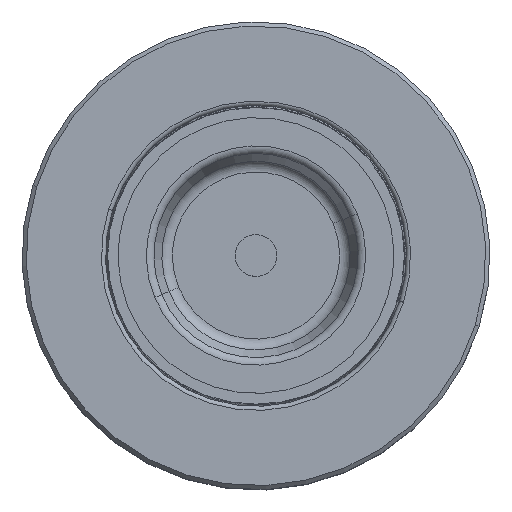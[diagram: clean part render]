
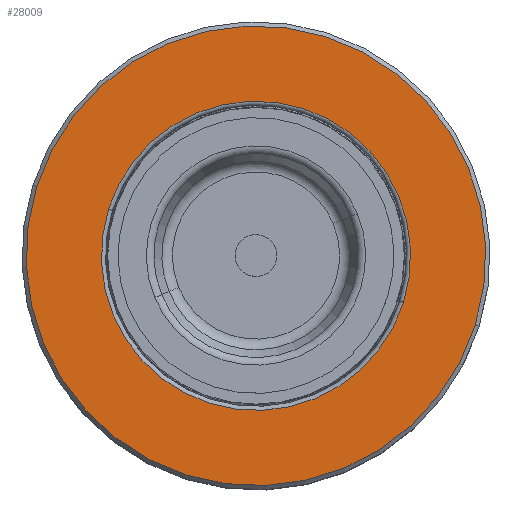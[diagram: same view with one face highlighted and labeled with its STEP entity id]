
A CAD part, top view. The second image highlights one B-rep face of the part: STEP entity #28009.
In plain terms, the highlighted face is planar.
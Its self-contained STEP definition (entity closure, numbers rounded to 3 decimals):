
#75 = CARTESIAN_POINT ( 'NONE',  ( 0., 18.687, -27.5 ) ) ;
#1986 = EDGE_LOOP ( 'NONE', ( #21240, #6300 ) ) ;
#3168 = CARTESIAN_POINT ( 'NONE',  ( 0., 18.687, 0. ) ) ;
#3672 = CARTESIAN_POINT ( 'NONE',  ( 0., 18.687, 0. ) ) ;
#4401 = CARTESIAN_POINT ( 'NONE',  ( 0., 18.687, 27.5 ) ) ;
#4528 = EDGE_CURVE ( 'NONE', #12015, #42155, #31250, .T. ) ;
#5361 = CARTESIAN_POINT ( 'NONE',  ( 0., 18.687, 18.5 ) ) ;
#5530 = CIRCLE ( 'NONE', #28199, 18.5 ) ;
#6300 = ORIENTED_EDGE ( 'NONE', *, *, #18463, .F. ) ;
#8087 = AXIS2_PLACEMENT_3D ( 'NONE', #24123, #41976, #34927 ) ;
#8433 = CARTESIAN_POINT ( 'NONE',  ( 0., 18.687, 0. ) ) ;
#8947 = AXIS2_PLACEMENT_3D ( 'NONE', #3168, #18166, #36494 ) ;
#9467 = EDGE_LOOP ( 'NONE', ( #44438, #40790 ) ) ;
#9654 = CIRCLE ( 'NONE', #16419, 27.5 ) ;
#11738 = DIRECTION ( 'NONE',  ( 0., 0., -1. ) ) ;
#12010 = DIRECTION ( 'NONE',  ( 0., -1., 0. ) ) ;
#12015 = VERTEX_POINT ( 'NONE', #5361 ) ;
#12438 = CARTESIAN_POINT ( 'NONE',  ( 0., 18.687, -18.5 ) ) ;
#16419 = AXIS2_PLACEMENT_3D ( 'NONE', #3672, #25750, #11738 ) ;
#18166 = DIRECTION ( 'NONE',  ( 0., -1., 0. ) ) ;
#18196 = PLANE ( 'NONE',  #31856 ) ;
#18463 = EDGE_CURVE ( 'NONE', #44059, #30441, #29111, .T. ) ;
#21240 = ORIENTED_EDGE ( 'NONE', *, *, #27207, .F. ) ;
#21404 = DIRECTION ( 'NONE',  ( 0., 1., 0. ) ) ;
#21572 = DIRECTION ( 'NONE',  ( 0., 0., 1. ) ) ;
#24123 = CARTESIAN_POINT ( 'NONE',  ( 0., 18.687, 0. ) ) ;
#25750 = DIRECTION ( 'NONE',  ( 0., -1., 0. ) ) ;
#26361 = FACE_BOUND ( 'NONE', #9467, .T. ) ;
#27207 = EDGE_CURVE ( 'NONE', #30441, #44059, #9654, .T. ) ;
#28009 = ADVANCED_FACE ( 'NONE', ( #26361, #40766 ), #18196, .T. ) ;
#28199 = AXIS2_PLACEMENT_3D ( 'NONE', #8433, #12010, #30982 ) ;
#29111 = CIRCLE ( 'NONE', #8947, 27.5 ) ;
#30441 = VERTEX_POINT ( 'NONE', #75 ) ;
#30722 = EDGE_CURVE ( 'NONE', #42155, #12015, #5530, .T. ) ;
#30982 = DIRECTION ( 'NONE',  ( 0., 0., -1. ) ) ;
#31250 = CIRCLE ( 'NONE', #8087, 18.5 ) ;
#31856 = AXIS2_PLACEMENT_3D ( 'NONE', #43567, #21404, #21572 ) ;
#34927 = DIRECTION ( 'NONE',  ( 0., 0., -1. ) ) ;
#36494 = DIRECTION ( 'NONE',  ( 0., 0., -1. ) ) ;
#40766 = FACE_OUTER_BOUND ( 'NONE', #1986, .T. ) ;
#40790 = ORIENTED_EDGE ( 'NONE', *, *, #4528, .T. ) ;
#41976 = DIRECTION ( 'NONE',  ( 0., -1., 0. ) ) ;
#42155 = VERTEX_POINT ( 'NONE', #12438 ) ;
#43567 = CARTESIAN_POINT ( 'NONE',  ( 27.5, 18.687, 0. ) ) ;
#44059 = VERTEX_POINT ( 'NONE', #4401 ) ;
#44438 = ORIENTED_EDGE ( 'NONE', *, *, #30722, .T. ) ;
